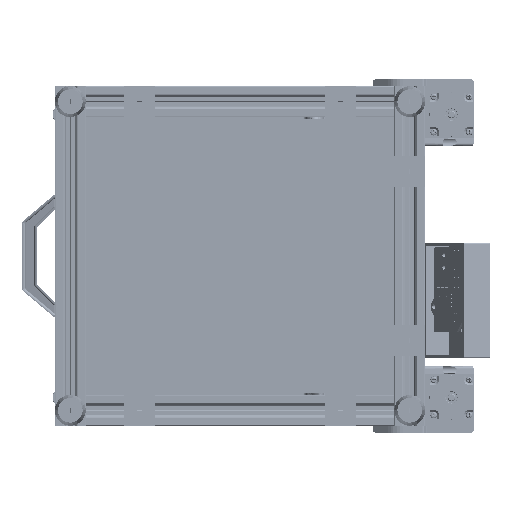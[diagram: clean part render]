
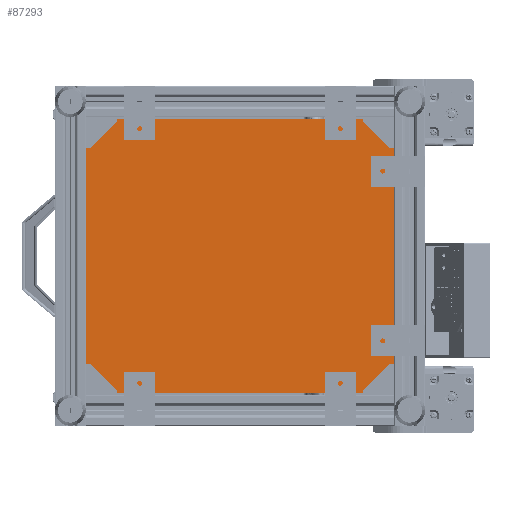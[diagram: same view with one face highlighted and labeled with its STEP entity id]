
A CAD part, front view. The second image highlights one B-rep face of the part: STEP entity #87293.
In plain terms, the highlighted planar face has unit normal (0, -1, 0).
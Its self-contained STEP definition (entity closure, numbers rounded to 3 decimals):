
#5632=PLANE('',#94301);
#8424=FACE_OUTER_BOUND('',#13823,.T.);
#13823=EDGE_LOOP('',(#64973,#64974,#64975,#64976));
#20710=LINE('',#137394,#28542);
#20714=LINE('',#137402,#28546);
#20717=LINE('',#137408,#28549);
#20720=LINE('',#137413,#28552);
#28542=VECTOR('',#107706,10.);
#28546=VECTOR('',#107712,10.);
#28549=VECTOR('',#107717,10.);
#28552=VECTOR('',#107722,10.);
#40063=VERTEX_POINT('',#137392);
#40064=VERTEX_POINT('',#137393);
#40067=VERTEX_POINT('',#137401);
#40069=VERTEX_POINT('',#137407);
#49035=EDGE_CURVE('',#40063,#40064,#20710,.T.);
#49039=EDGE_CURVE('',#40067,#40063,#20714,.T.);
#49042=EDGE_CURVE('',#40069,#40067,#20717,.T.);
#49045=EDGE_CURVE('',#40064,#40069,#20720,.T.);
#64973=ORIENTED_EDGE('',*,*,#49045,.F.);
#64974=ORIENTED_EDGE('',*,*,#49035,.F.);
#64975=ORIENTED_EDGE('',*,*,#49039,.F.);
#64976=ORIENTED_EDGE('',*,*,#49042,.F.);
#87293=ADVANCED_FACE('',(#8424),#5632,.F.);
#94301=AXIS2_PLACEMENT_3D('',#137416,#107726,#107727);
#107706=DIRECTION('',(0.,0.,-1.));
#107712=DIRECTION('',(1.,0.,0.));
#107717=DIRECTION('',(0.,0.,1.));
#107722=DIRECTION('',(-1.,0.,0.));
#107726=DIRECTION('center_axis',(0.,1.,0.));
#107727=DIRECTION('ref_axis',(0.,0.,1.));
#137392=CARTESIAN_POINT('',(0.,0.,0.));
#137393=CARTESIAN_POINT('',(0.,0.,-220.));
#137394=CARTESIAN_POINT('',(0.,0.,0.));
#137401=CARTESIAN_POINT('',(-178.,0.,0.));
#137402=CARTESIAN_POINT('',(-178.,0.,0.));
#137407=CARTESIAN_POINT('',(-178.,0.,-220.));
#137408=CARTESIAN_POINT('',(-178.,0.,-220.));
#137413=CARTESIAN_POINT('',(0.,0.,-220.));
#137416=CARTESIAN_POINT('Origin',(-89.,0.,-110.));
